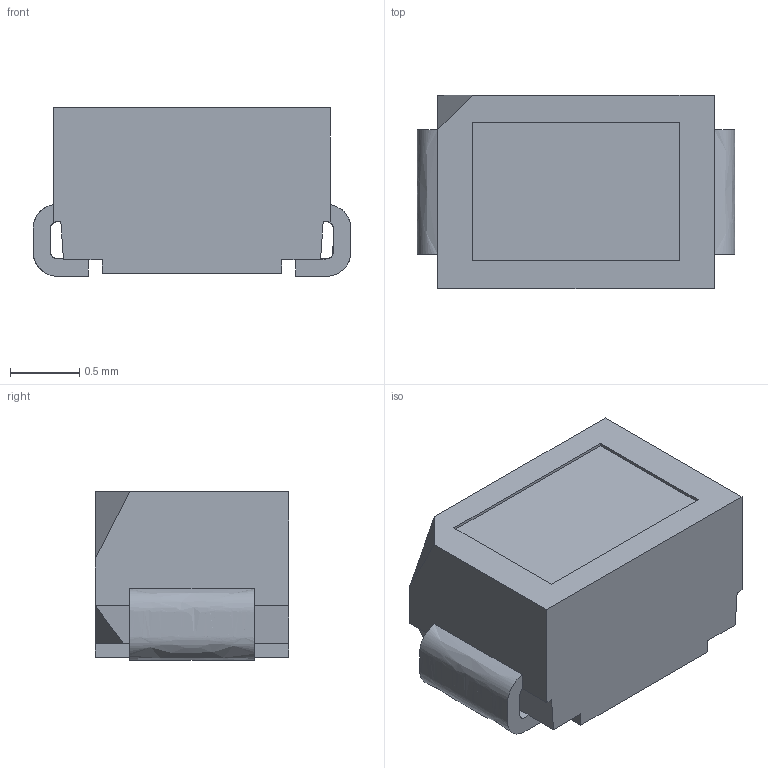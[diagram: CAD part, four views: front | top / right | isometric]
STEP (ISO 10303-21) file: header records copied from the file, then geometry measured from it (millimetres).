
FILE_DESCRIPTION(('FreeCAD Model'),'2;1');
FILE_NAME('LCB_M67S_211008_geometry.step', '2018-07-25T13:49:11',('kicad StepUp'),('ksu MCAD'), 'Open CASCADE STEP processor 7.2','FreeCAD','Unknown');
FILE_SCHEMA(('AUTOMOTIVE_DESIGN { 1 0 10303 214 1 1 1 1 }'));
Length unit declared in the file: millimetre
Products named in the file (1): LCB_M67S_211008_geometry
Bounding box: 2.3 x 1.4 x 1.22 mm (x, y, z)
Volume: 3.3 mm3; surface area: 17.4 mm2
Topology: 1 solids, 1 shells, 32 faces, 96 edges, 63 vertices
Faces by surface type: plane 27, bspline 5
Entity records: 1383 total; most frequent: CARTESIAN_POINT 543, ORIENTED_EDGE 192, DIRECTION 141, EDGE_CURVE 96, LINE 85, VECTOR 85, VERTEX_POINT 63, FACE_BOUND 33
